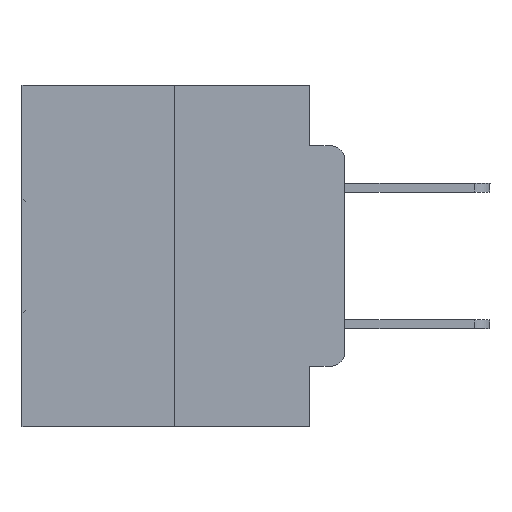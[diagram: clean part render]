
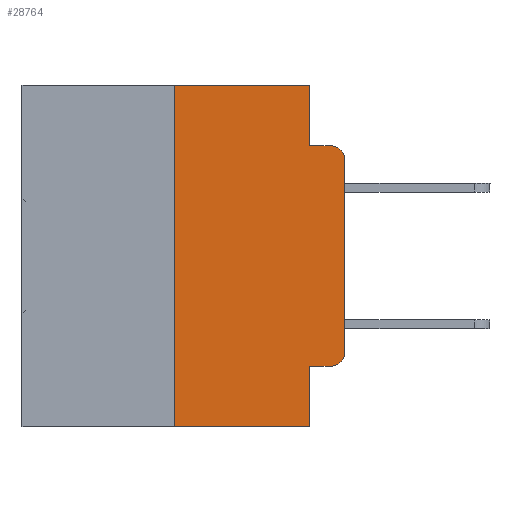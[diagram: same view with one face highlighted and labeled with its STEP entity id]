
A CAD part, left-side view. The second image highlights one B-rep face of the part: STEP entity #28764.
In plain terms, the highlighted planar face has unit normal (-1, 0, 0).
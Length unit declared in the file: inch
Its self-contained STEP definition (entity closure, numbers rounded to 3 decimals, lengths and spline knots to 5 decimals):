
#319 = EDGE_CURVE ( 'NONE', #26049, #17590, #626, .T. ) ;
#619 = CIRCLE ( 'NONE', #4308, 0.02 ) ;
#626 = CIRCLE ( 'NONE', #28388, 0.02 ) ;
#683 = VERTEX_POINT ( 'NONE', #31350 ) ;
#997 = DIRECTION ( 'NONE',  ( -1., 0., 0. ) ) ;
#1111 = CARTESIAN_POINT ( 'NONE',  ( 0., 0.473, 0. ) ) ;
#1329 = ORIENTED_EDGE ( 'NONE', *, *, #31263, .T. ) ;
#1909 = LINE ( 'NONE', #14170, #14713 ) ;
#2290 = DIRECTION ( 'NONE',  ( 0., -1., 0. ) ) ;
#3412 = ORIENTED_EDGE ( 'NONE', *, *, #14055, .T. ) ;
#3452 = ORIENTED_EDGE ( 'NONE', *, *, #7225, .F. ) ;
#4308 = AXIS2_PLACEMENT_3D ( 'NONE', #16326, #997, #18861 ) ;
#4947 = VERTEX_POINT ( 'NONE', #27368 ) ;
#5479 = EDGE_CURVE ( 'NONE', #4947, #25741, #23538, .T. ) ;
#5496 = VERTEX_POINT ( 'NONE', #9971 ) ;
#5634 = VECTOR ( 'NONE', #31660, 39.37008 ) ;
#5740 = VERTEX_POINT ( 'NONE', #23409 ) ;
#6283 = CARTESIAN_POINT ( 'NONE',  ( 0., 0., -0.3915 ) ) ;
#6455 = VECTOR ( 'NONE', #28895, 39.37008 ) ;
#6659 = DIRECTION ( 'NONE',  ( 1., 0., 0. ) ) ;
#6746 = LINE ( 'NONE', #30396, #7559 ) ;
#7225 = EDGE_CURVE ( 'NONE', #26064, #683, #20360, .T. ) ;
#7559 = VECTOR ( 'NONE', #12868, 39.37008 ) ;
#8529 = LINE ( 'NONE', #32512, #21222 ) ;
#9390 = VECTOR ( 'NONE', #23809, 39.37008 ) ;
#9692 = ORIENTED_EDGE ( 'NONE', *, *, #16416, .T. ) ;
#9971 = CARTESIAN_POINT ( 'NONE',  ( 0., 0.02, -0.4115 ) ) ;
#10135 = VECTOR ( 'NONE', #27451, 39.37008 ) ;
#10206 = LINE ( 'NONE', #21308, #9390 ) ;
#10384 = ORIENTED_EDGE ( 'NONE', *, *, #5479, .F. ) ;
#10974 = CARTESIAN_POINT ( 'NONE',  ( 0., 0.051, -0.4115 ) ) ;
#11094 = CARTESIAN_POINT ( 'NONE',  ( 0., 0.051, -0.4115 ) ) ;
#11338 = CARTESIAN_POINT ( 'NONE',  ( 0., 0.02, -0.0885 ) ) ;
#11364 = VERTEX_POINT ( 'NONE', #6283 ) ;
#11629 = CARTESIAN_POINT ( 'NONE',  ( 0., 0.25, 0. ) ) ;
#11866 = ORIENTED_EDGE ( 'NONE', *, *, #319, .T. ) ;
#12451 = ORIENTED_EDGE ( 'NONE', *, *, #12798, .F. ) ;
#12798 = EDGE_CURVE ( 'NONE', #25741, #17590, #8529, .T. ) ;
#12868 = DIRECTION ( 'NONE',  ( 0., 0., -1. ) ) ;
#13436 = CARTESIAN_POINT ( 'NONE',  ( 0., 0.051, -0.0885 ) ) ;
#13521 = EDGE_CURVE ( 'NONE', #683, #4947, #20015, .T. ) ;
#14022 = FACE_OUTER_BOUND ( 'NONE', #23667, .T. ) ;
#14055 = EDGE_CURVE ( 'NONE', #24786, #5496, #25038, .T. ) ;
#14170 = CARTESIAN_POINT ( 'NONE',  ( 0., 0., 0. ) ) ;
#14669 = ORIENTED_EDGE ( 'NONE', *, *, #13521, .F. ) ;
#14713 = VECTOR ( 'NONE', #26795, 39.37008 ) ;
#15772 = EDGE_CURVE ( 'NONE', #24786, #5740, #6746, .T. ) ;
#15857 = ORIENTED_EDGE ( 'NONE', *, *, #15772, .F. ) ;
#16326 = CARTESIAN_POINT ( 'NONE',  ( 0., 0.02, -0.3915 ) ) ;
#16416 = EDGE_CURVE ( 'NONE', #11364, #26049, #1909, .T. ) ;
#17590 = VERTEX_POINT ( 'NONE', #11338 ) ;
#18149 = AXIS2_PLACEMENT_3D ( 'NONE', #21880, #6659, #24393 ) ;
#18861 = DIRECTION ( 'NONE',  ( 0., 0., -1. ) ) ;
#19418 = ORIENTED_EDGE ( 'NONE', *, *, #32649, .T. ) ;
#19872 = CARTESIAN_POINT ( 'NONE',  ( 0., 0., -0.1085 ) ) ;
#20015 = LINE ( 'NONE', #1111, #6455 ) ;
#20360 = LINE ( 'NONE', #11629, #5634 ) ;
#20980 = DIRECTION ( 'NONE',  ( -1., 0., 0. ) ) ;
#21222 = VECTOR ( 'NONE', #2290, 39.37008 ) ;
#21308 = CARTESIAN_POINT ( 'NONE',  ( 0., 0.473, -0.5 ) ) ;
#21880 = CARTESIAN_POINT ( 'NONE',  ( 0., 0.473, 0. ) ) ;
#22383 = CARTESIAN_POINT ( 'NONE',  ( 0., 0.25, -0.5 ) ) ;
#22840 = DIRECTION ( 'NONE',  ( 0., 0., -1. ) ) ;
#23409 = CARTESIAN_POINT ( 'NONE',  ( 0., 0.051, -0.5 ) ) ;
#23538 = LINE ( 'NONE', #29859, #10135 ) ;
#23667 = EDGE_LOOP ( 'NONE', ( #9692, #11866, #12451, #10384, #14669, #3452, #19418, #15857, #3412, #1329 ) ) ;
#23809 = DIRECTION ( 'NONE',  ( 0., -1., 0. ) ) ;
#24393 = DIRECTION ( 'NONE',  ( 0., 0., -1. ) ) ;
#24786 = VERTEX_POINT ( 'NONE', #11094 ) ;
#25038 = LINE ( 'NONE', #10974, #30849 ) ;
#25741 = VERTEX_POINT ( 'NONE', #13436 ) ;
#26049 = VERTEX_POINT ( 'NONE', #19872 ) ;
#26064 = VERTEX_POINT ( 'NONE', #22383 ) ;
#26795 = DIRECTION ( 'NONE',  ( 0., 0., 1. ) ) ;
#27368 = CARTESIAN_POINT ( 'NONE',  ( 0., 0.051, 0. ) ) ;
#27374 = CARTESIAN_POINT ( 'NONE',  ( 0., 0.02, -0.1085 ) ) ;
#27451 = DIRECTION ( 'NONE',  ( 0., 0., -1. ) ) ;
#28388 = AXIS2_PLACEMENT_3D ( 'NONE', #27374, #20980, #22840 ) ;
#28764 = ADVANCED_FACE ( 'NONE', ( #14022 ), #29278, .F. ) ;
#28895 = DIRECTION ( 'NONE',  ( 0., -1., 0. ) ) ;
#29278 = PLANE ( 'NONE',  #18149 ) ;
#29859 = CARTESIAN_POINT ( 'NONE',  ( 0., 0.051, 0. ) ) ;
#30396 = CARTESIAN_POINT ( 'NONE',  ( 0., 0.051, 0. ) ) ;
#30849 = VECTOR ( 'NONE', #31022, 39.37008 ) ;
#31022 = DIRECTION ( 'NONE',  ( 0., -1., 0. ) ) ;
#31263 = EDGE_CURVE ( 'NONE', #5496, #11364, #619, .T. ) ;
#31350 = CARTESIAN_POINT ( 'NONE',  ( 0., 0.25, 0. ) ) ;
#31660 = DIRECTION ( 'NONE',  ( 0., 0., 1. ) ) ;
#32512 = CARTESIAN_POINT ( 'NONE',  ( 0., 0.051, -0.0885 ) ) ;
#32649 = EDGE_CURVE ( 'NONE', #26064, #5740, #10206, .T. ) ;
